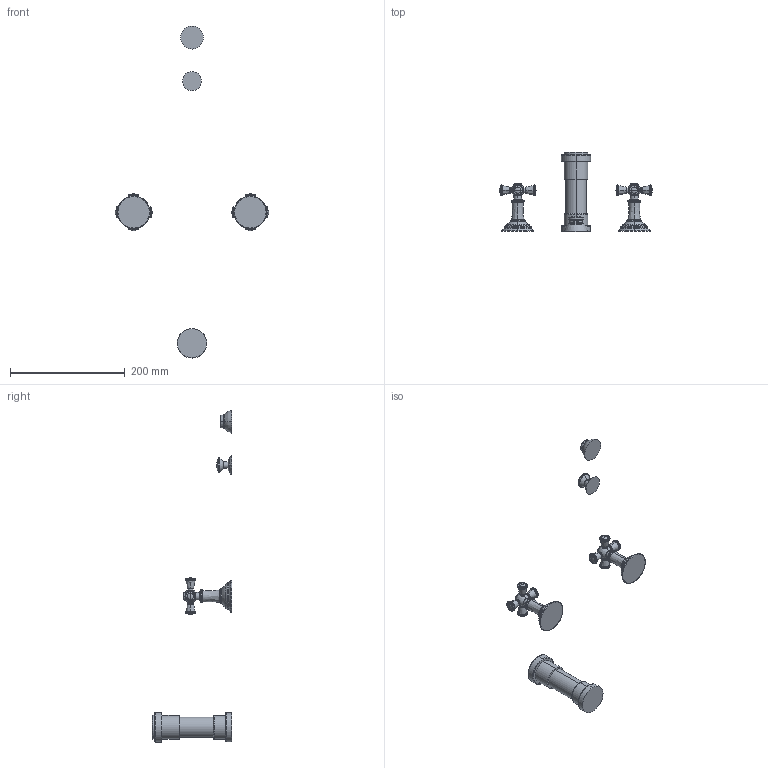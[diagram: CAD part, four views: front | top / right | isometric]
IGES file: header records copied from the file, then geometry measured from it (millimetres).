
Start section:  PTC IGES file: 2409.igs
Global section: file name: 2409.igs; native system: Creo Parametric by PTC Inc.; preprocessor: 2018400; author: jinson.thomas; organization: Unknown; date: 20210129.101205; units: inch
Bounding box: 267.41 x 138.3 x 579.07 mm (x, y, z)
Volume: 319393 mm3; surface area: 61780 mm2
Topology: 5 solids, 5 shells, 383 faces, 822 edges, 461 vertices
Faces by surface type: revolution 322, bspline 61
